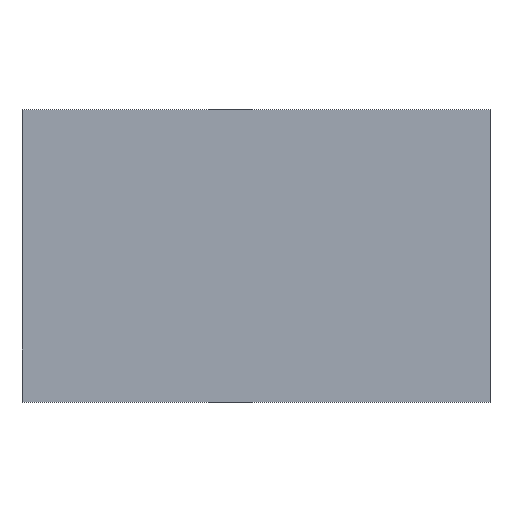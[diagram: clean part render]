
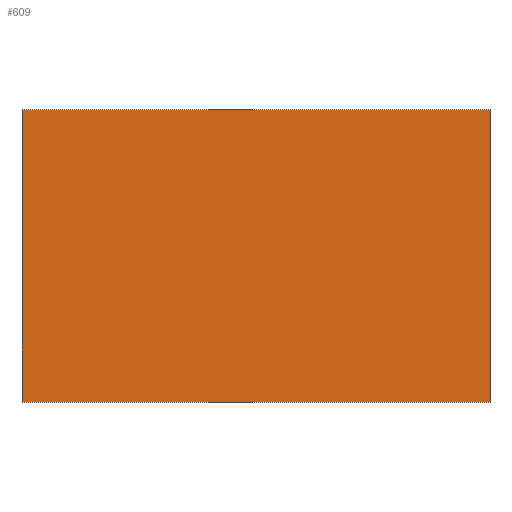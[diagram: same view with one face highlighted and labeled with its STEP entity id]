
A CAD part, top view. The second image highlights one B-rep face of the part: STEP entity #609.
In plain terms, the highlighted planar face has unit normal (0, 0, 1).
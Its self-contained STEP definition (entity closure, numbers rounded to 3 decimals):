
#50=FACE_OUTER_BOUND('',#85,.T.);
#85=EDGE_LOOP('',(#478,#479,#480,#481));
#142=LINE('',#926,#219);
#146=LINE('',#933,#223);
#147=LINE('',#936,#224);
#148=LINE('',#937,#225);
#219=VECTOR('',#768,39.37);
#223=VECTOR('',#774,39.37);
#224=VECTOR('',#777,39.37);
#225=VECTOR('',#778,39.37);
#281=VERTEX_POINT('',#923);
#282=VERTEX_POINT('',#925);
#284=VERTEX_POINT('',#931);
#285=VERTEX_POINT('',#935);
#350=EDGE_CURVE('',#281,#282,#142,.T.);
#354=EDGE_CURVE('',#284,#281,#146,.T.);
#355=EDGE_CURVE('',#284,#285,#147,.T.);
#356=EDGE_CURVE('',#285,#282,#148,.T.);
#478=ORIENTED_EDGE('',*,*,#354,.F.);
#479=ORIENTED_EDGE('',*,*,#355,.T.);
#480=ORIENTED_EDGE('',*,*,#356,.T.);
#481=ORIENTED_EDGE('',*,*,#350,.F.);
#543=PLANE('',#661);
#609=ADVANCED_FACE('',(#50),#543,.T.);
#661=AXIS2_PLACEMENT_3D('',#934,#775,#776);
#768=DIRECTION('',(0.,1.,0.));
#774=DIRECTION('',(-1.,0.,0.));
#775=DIRECTION('center_axis',(0.,0.,1.));
#776=DIRECTION('ref_axis',(1.,0.,0.));
#777=DIRECTION('',(0.,1.,0.));
#778=DIRECTION('',(-1.,0.,0.));
#923=CARTESIAN_POINT('',(-23.655,14.546,10.56));
#925=CARTESIAN_POINT('',(-23.655,15.796,10.56));
#926=CARTESIAN_POINT('',(-23.655,15.171,10.56));
#931=CARTESIAN_POINT('',(-21.655,14.546,10.56));
#933=CARTESIAN_POINT('',(-22.655,14.546,10.56));
#934=CARTESIAN_POINT('Origin',(-23.655,14.546,10.56));
#935=CARTESIAN_POINT('',(-21.655,15.796,10.56));
#936=CARTESIAN_POINT('',(-21.655,15.171,10.56));
#937=CARTESIAN_POINT('',(-22.655,15.796,10.56));
